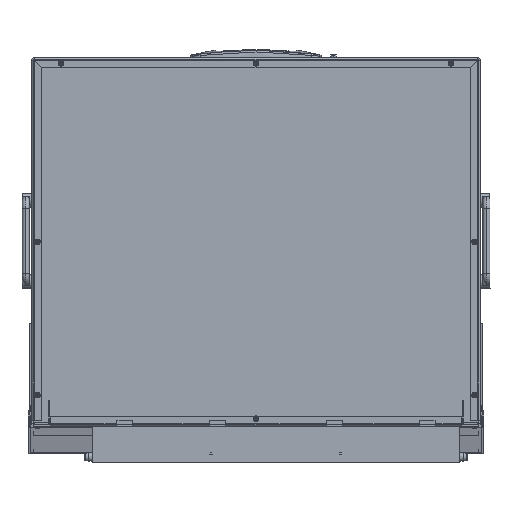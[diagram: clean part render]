
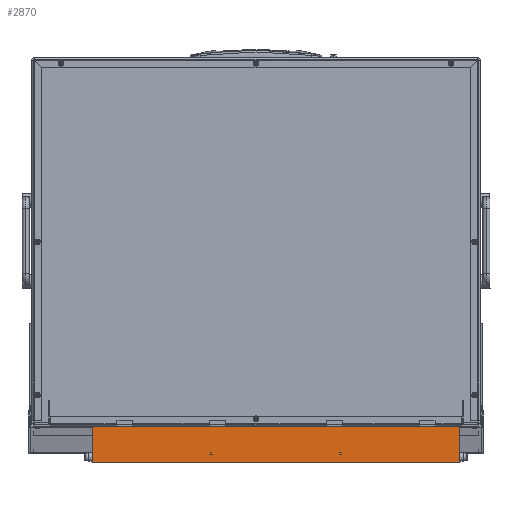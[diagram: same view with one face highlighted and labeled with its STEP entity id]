
A CAD part, front view. The second image highlights one B-rep face of the part: STEP entity #2870.
In plain terms, the highlighted planar face has unit normal (0, -1, 0).
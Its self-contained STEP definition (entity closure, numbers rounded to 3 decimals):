
#461 = EDGE_LOOP ( 'NONE', ( #54470, #95944, #42565, #32260 ) ) ;
#1197 = VERTEX_POINT ( 'NONE', #48983 ) ;
#2870 = ADVANCED_FACE ( 'NONE', ( #63995 ), #38248, .F. ) ;
#3646 = LINE ( 'NONE', #69669, #11253 ) ;
#5401 = DIRECTION ( 'NONE',  ( -1., 0., 0.017 ) ) ;
#8627 = CARTESIAN_POINT ( 'NONE',  ( -0.004, 0., 432.085 ) ) ;
#11253 = VECTOR ( 'NONE', #44941, 1000. ) ;
#16996 = CARTESIAN_POINT ( 'NONE',  ( 44.443, 0., 431.563 ) ) ;
#19012 = CARTESIAN_POINT ( 'NONE',  ( -0.004, 0., 432.085 ) ) ;
#24275 = DIRECTION ( 'NONE',  ( 0., 1., 0. ) ) ;
#27071 = LINE ( 'NONE', #19012, #80029 ) ;
#32260 = ORIENTED_EDGE ( 'NONE', *, *, #70947, .F. ) ;
#37051 = EDGE_CURVE ( 'NONE', #48317, #103378, #27071, .T. ) ;
#37721 = VECTOR ( 'NONE', #64404, 1000. ) ;
#38248 = PLANE ( 'NONE',  #53481 ) ;
#39206 = LINE ( 'NONE', #57391, #37721 ) ;
#42565 = ORIENTED_EDGE ( 'NONE', *, *, #37051, .T. ) ;
#44941 = DIRECTION ( 'NONE',  ( 1., 0., -0.017 ) ) ;
#47353 = DIRECTION ( 'NONE',  ( 0., 0., 1. ) ) ;
#48317 = VERTEX_POINT ( 'NONE', #92697 ) ;
#48983 = CARTESIAN_POINT ( 'NONE',  ( 36.579, 0., -18.964 ) ) ;
#50431 = VECTOR ( 'NONE', #66394, 1000. ) ;
#53481 = AXIS2_PLACEMENT_3D ( 'NONE', #97250, #24275, #47353 ) ;
#54470 = ORIENTED_EDGE ( 'NONE', *, *, #63901, .T. ) ;
#55238 = LINE ( 'NONE', #16996, #50431 ) ;
#57391 = CARTESIAN_POINT ( 'NONE',  ( -0.084, 0., 427.514 ) ) ;
#58789 = EDGE_CURVE ( 'NONE', #1197, #48317, #55238, .T. ) ;
#63901 = EDGE_CURVE ( 'NONE', #65604, #1197, #3646, .T. ) ;
#63995 = FACE_OUTER_BOUND ( 'NONE', #461, .T. ) ;
#64404 = DIRECTION ( 'NONE',  ( 0.017, 0., 1. ) ) ;
#65604 = VERTEX_POINT ( 'NONE', #105969 ) ;
#66394 = DIRECTION ( 'NONE',  ( 0.017, 0., 1. ) ) ;
#69669 = CARTESIAN_POINT ( 'NONE',  ( -7.864, 0., -18.188 ) ) ;
#70947 = EDGE_CURVE ( 'NONE', #65604, #103378, #39206, .T. ) ;
#80029 = VECTOR ( 'NONE', #5401, 1000. ) ;
#92697 = CARTESIAN_POINT ( 'NONE',  ( 44.439, 0., 431.309 ) ) ;
#95944 = ORIENTED_EDGE ( 'NONE', *, *, #58789, .T. ) ;
#97250 = CARTESIAN_POINT ( 'NONE',  ( 44.443, 0., 431.563 ) ) ;
#103378 = VERTEX_POINT ( 'NONE', #8627 ) ;
#105969 = CARTESIAN_POINT ( 'NONE',  ( -7.864, 0., -18.188 ) ) ;
